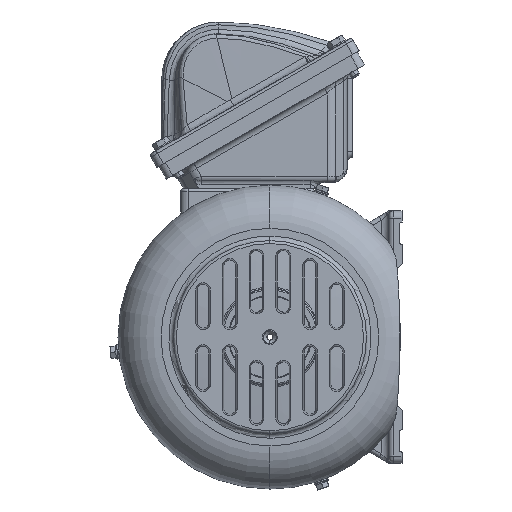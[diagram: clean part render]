
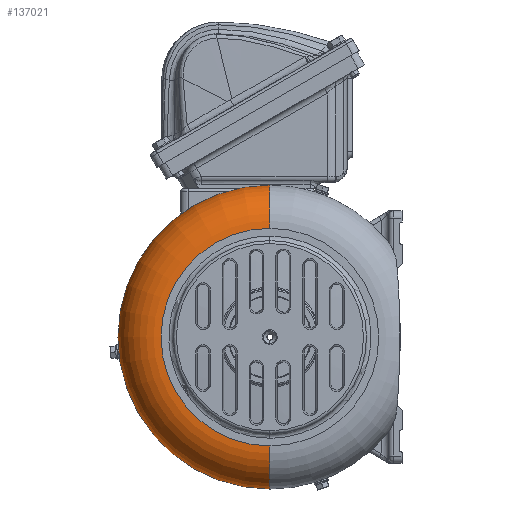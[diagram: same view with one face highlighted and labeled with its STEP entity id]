
A CAD part, left-side view. The second image highlights one B-rep face of the part: STEP entity #137021.
In plain terms, the highlighted toroidal (fillet/blend) face has major radius 73.25 mm and minor radius 29 mm.
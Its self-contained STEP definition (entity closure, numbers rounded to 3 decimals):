
#135834=CARTESIAN_POINT('Vertex',(-114.,0.,102.25)) ;
#136147=CARTESIAN_POINT('Vertex',(-114.,0.,-102.25)) ;
#136150=CARTESIAN_POINT('Axis2P3D Location',(-114.,0.,0.)) ;
#136252=CARTESIAN_POINT('Axis2P3D Location',(-114.,0.,-73.25)) ;
#136256=CARTESIAN_POINT('Vertex',(-143.,0.,-73.25)) ;
#136374=CARTESIAN_POINT('Axis2P3D Location',(-114.,0.,73.25)) ;
#136378=CARTESIAN_POINT('Vertex',(-143.,0.,73.25)) ;
#137005=CARTESIAN_POINT('Axis2P3D Location',(-114.,0.,0.)) ;
#137010=CARTESIAN_POINT('Axis2P3D Location',(-143.,0.,0.)) ;
#136151=DIRECTION('Axis2P3D Direction',(-1.,0.,0.)) ;
#136253=DIRECTION('Axis2P3D Direction',(0.,1.,0.)) ;
#136375=DIRECTION('Axis2P3D Direction',(-0.,-1.,0.)) ;
#137006=DIRECTION('Axis2P3D Direction',(-1.,0.,0.)) ;
#137007=DIRECTION('Axis2P3D XDirection',(0.,0.,1.)) ;
#137011=DIRECTION('Axis2P3D Direction',(-1.,0.,0.)) ;
#136152=AXIS2_PLACEMENT_3D('Circle Axis2P3D',#136150,#136151,$) ;
#136254=AXIS2_PLACEMENT_3D('Circle Axis2P3D',#136252,#136253,$) ;
#136376=AXIS2_PLACEMENT_3D('Circle Axis2P3D',#136374,#136375,$) ;
#137008=AXIS2_PLACEMENT_3D('Torus Axis2P3D',#137005,#137006,#137007) ;
#137012=AXIS2_PLACEMENT_3D('Circle Axis2P3D',#137010,#137011,$) ;
#137016=ORIENTED_EDGE('',*,*,#136154,.F.) ;
#137017=ORIENTED_EDGE('',*,*,#136258,.T.) ;
#137018=ORIENTED_EDGE('',*,*,#137014,.F.) ;
#137019=ORIENTED_EDGE('',*,*,#136380,.F.) ;
#137021=ADVANCED_FACE('\X2\51434EF6672C9AD4\X0\',(#137020),#137009,.T.) ;
#136153=CIRCLE('generated circle',#136152,102.25) ;
#136255=CIRCLE('generated circle',#136254,29.) ;
#136377=CIRCLE('generated circle',#136376,29.) ;
#137013=CIRCLE('generated circle',#137012,73.25) ;
#137009=TOROIDAL_SURFACE('homeo Torus',#137008,73.25,29.) ;
#136154=EDGE_CURVE('',#136148,#135835,#136153,.F.) ;
#136258=EDGE_CURVE('',#136148,#136257,#136255,.T.) ;
#136380=EDGE_CURVE('',#135835,#136379,#136377,.T.) ;
#137014=EDGE_CURVE('',#136379,#136257,#137013,.T.) ;
#137015=EDGE_LOOP('',(#137016,#137017,#137018,#137019)) ;
#137020=FACE_OUTER_BOUND('',#137015,.T.) ;
#135835=VERTEX_POINT('',#135834) ;
#136148=VERTEX_POINT('',#136147) ;
#136257=VERTEX_POINT('',#136256) ;
#136379=VERTEX_POINT('',#136378) ;
